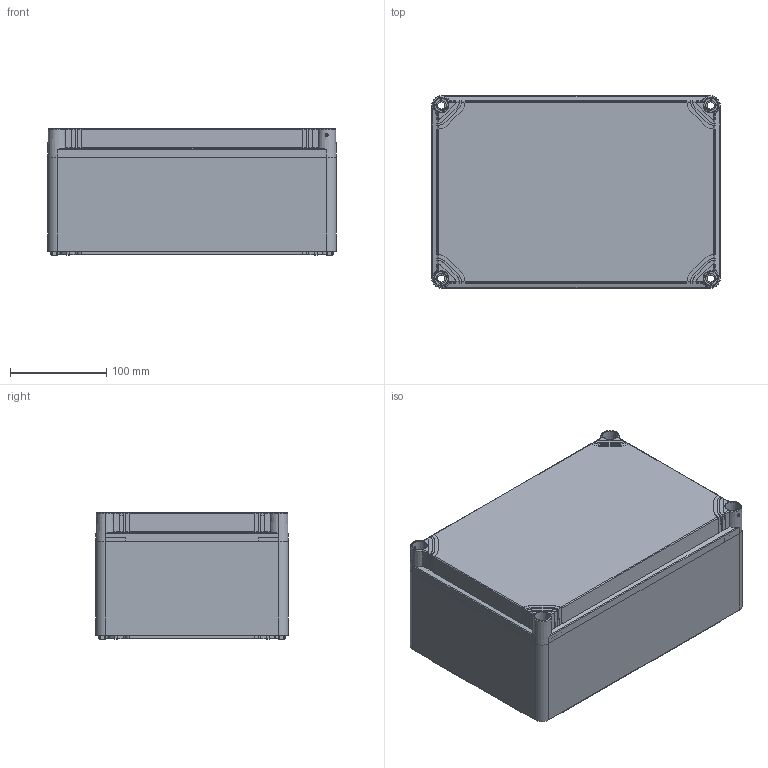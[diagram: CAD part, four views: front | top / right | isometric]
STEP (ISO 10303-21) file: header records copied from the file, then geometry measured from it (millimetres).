
FILE_DESCRIPTION(('CATIA V5R24 STEP','CAx-IF Rec.Pracs.--- Model Styling and Organization---1.2---2011-12-15'),'2;1');
FILE_NAME ('D1465074_0_9535700000_9535700000.stp','2018-08-13T11:04:29+00:00',('none'),('Weidmueller'),'CATIA Version 5-6 Release 2014 SP4 HF52','CATIA V5 STEP AP214','none');
FILE_SCHEMA(('AUTOMOTIVE_DESIGN { 1 0 10303 214 1 1 1 1 }'));
Products named in the file (1): FPC_20-30-13_trsp
Bounding box: 300 x 200 x 132 mm (x, y, z)
Volume: 1135219.8 mm3; surface area: 590238.7 mm2
Topology: 2 solids, 2 shells, 1636 faces, 4180 edges, 2662 vertices
Faces by surface type: plane 794, cylinder 430, cone 280, torus 92, extrusion 32, bspline 8
Entity records: 50831 total; most frequent: CARTESIAN_POINT 13105, ORIENTED_EDGE 8360, DIRECTION 6519, EDGE_CURVE 4180, AXIS2_PLACEMENT_3D 2705, VERTEX_POINT 2662, VECTOR 2423, LINE 2391
